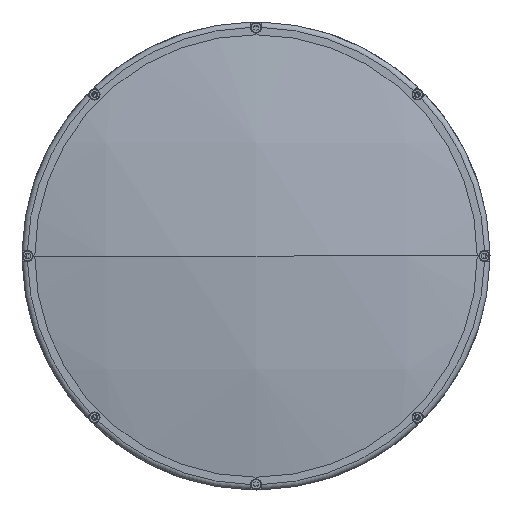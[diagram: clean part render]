
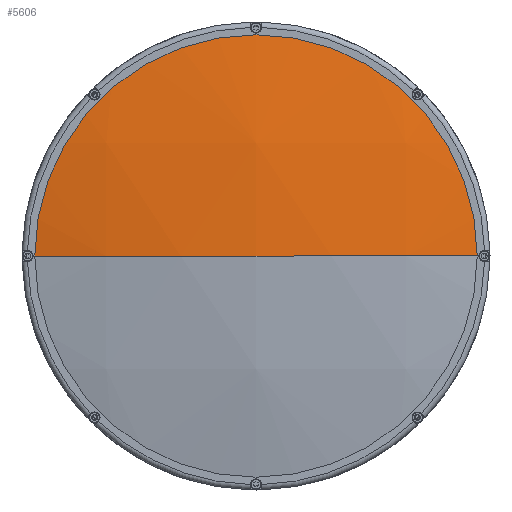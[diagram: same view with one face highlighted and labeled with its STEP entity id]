
A CAD part, left-side view. The second image highlights one B-rep face of the part: STEP entity #5606.
In plain terms, the highlighted spherical face has radius 606 mm.
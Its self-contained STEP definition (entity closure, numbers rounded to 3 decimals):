
#384 = CARTESIAN_POINT ( 'NONE',  ( 45.627, 0., 0. ) ) ;
#829 = CIRCLE ( 'NONE', #1421, 606. ) ;
#930 = VERTEX_POINT ( 'NONE', #5009 ) ;
#1275 = DIRECTION ( 'NONE',  ( -1., 0., 0. ) ) ;
#1372 = VERTEX_POINT ( 'NONE', #5962 ) ;
#1421 = AXIS2_PLACEMENT_3D ( 'NONE', #384, #5187, #9932 ) ;
#1524 = EDGE_CURVE ( 'NONE', #1372, #2538, #829, .T. ) ;
#2404 = EDGE_LOOP ( 'NONE', ( #6910, #9835, #4566 ) ) ;
#2538 = VERTEX_POINT ( 'NONE', #6728 ) ;
#2970 = AXIS2_PLACEMENT_3D ( 'NONE', #9348, #3834, #9382 ) ;
#3505 = DIRECTION ( 'NONE',  ( 0., 0., 1. ) ) ;
#3834 = DIRECTION ( 'NONE',  ( 0., 0., 1. ) ) ;
#4203 = SPHERICAL_SURFACE ( 'NONE', #2970, 606. ) ;
#4459 = AXIS2_PLACEMENT_3D ( 'NONE', #6072, #1275, #6890 ) ;
#4566 = ORIENTED_EDGE ( 'NONE', *, *, #1524, .F. ) ;
#5009 = CARTESIAN_POINT ( 'NONE',  ( -547.362, 124.9, 0. ) ) ;
#5068 = CIRCLE ( 'NONE', #5603, 606. ) ;
#5187 = DIRECTION ( 'NONE',  ( 0., 0., -1. ) ) ;
#5202 = FACE_OUTER_BOUND ( 'NONE', #2404, .T. ) ;
#5603 = AXIS2_PLACEMENT_3D ( 'NONE', #8266, #3505, #9058 ) ;
#5606 = ADVANCED_FACE ( 'NONE', ( #5202 ), #4203, .T. ) ;
#5962 = CARTESIAN_POINT ( 'NONE',  ( -547.362, -124.9, 0. ) ) ;
#6072 = CARTESIAN_POINT ( 'NONE',  ( -547.362, 0., 0. ) ) ;
#6728 = CARTESIAN_POINT ( 'NONE',  ( -560.373, 0., 0. ) ) ;
#6890 = DIRECTION ( 'NONE',  ( 0., 0., -1. ) ) ;
#6910 = ORIENTED_EDGE ( 'NONE', *, *, #10249, .T. ) ;
#7382 = EDGE_CURVE ( 'NONE', #930, #2538, #5068, .T. ) ;
#8266 = CARTESIAN_POINT ( 'NONE',  ( 45.627, 0., 0. ) ) ;
#9058 = DIRECTION ( 'NONE',  ( 0., -1., 0. ) ) ;
#9348 = CARTESIAN_POINT ( 'NONE',  ( 45.627, 0., 0. ) ) ;
#9382 = DIRECTION ( 'NONE',  ( 0., -1., 0. ) ) ;
#9835 = ORIENTED_EDGE ( 'NONE', *, *, #7382, .T. ) ;
#9915 = CIRCLE ( 'NONE', #4459, 124.9 ) ;
#9932 = DIRECTION ( 'NONE',  ( 0., 1., 0. ) ) ;
#10249 = EDGE_CURVE ( 'NONE', #1372, #930, #9915, .T. ) ;
